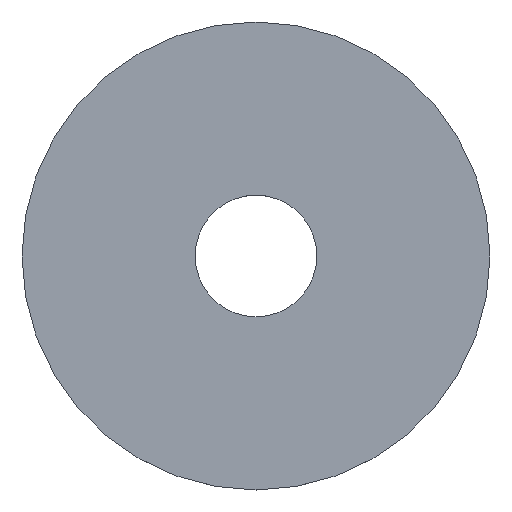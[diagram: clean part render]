
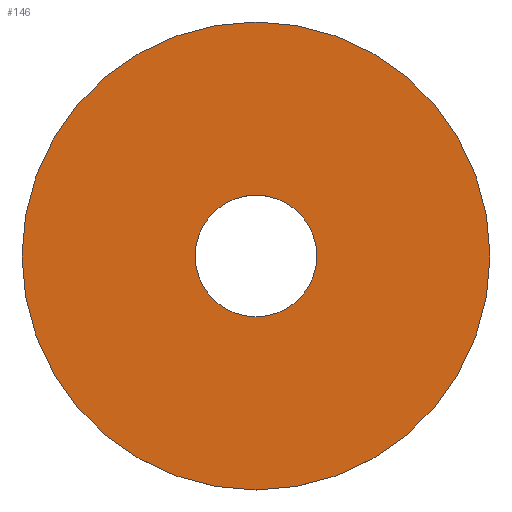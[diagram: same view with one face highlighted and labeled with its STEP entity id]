
A CAD part, top view. The second image highlights one B-rep face of the part: STEP entity #146.
In plain terms, the highlighted planar face has unit normal (0, 0, 1).
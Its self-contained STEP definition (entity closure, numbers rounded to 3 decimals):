
#14 = CARTESIAN_POINT ( 'NONE',  ( 0., 25., 0.8 ) ) ;
#15 = DIRECTION ( 'NONE',  ( 0., -1., 0. ) ) ;
#19 = EDGE_LOOP ( 'NONE', ( #53 ) ) ;
#23 = EDGE_CURVE ( 'NONE', #28, #28, #137, .T. ) ;
#28 = VERTEX_POINT ( 'NONE', #14 ) ;
#34 = CIRCLE ( 'NONE', #58, 6.5 ) ;
#38 = EDGE_CURVE ( 'NONE', #143, #143, #34, .T. ) ;
#40 = DIRECTION ( 'NONE',  ( 0., 1., 0. ) ) ;
#47 = CARTESIAN_POINT ( 'NONE',  ( 0., 6.5, 0.8 ) ) ;
#53 = ORIENTED_EDGE ( 'NONE', *, *, #38, .T. ) ;
#58 = AXIS2_PLACEMENT_3D ( 'NONE', #127, #147, #40 ) ;
#65 = DIRECTION ( 'NONE',  ( 0., 0., -1. ) ) ;
#75 = EDGE_LOOP ( 'NONE', ( #106 ) ) ;
#77 = CARTESIAN_POINT ( 'NONE',  ( 0., 0., 0.8 ) ) ;
#95 = PLANE ( 'NONE',  #112 ) ;
#106 = ORIENTED_EDGE ( 'NONE', *, *, #23, .F. ) ;
#109 = CARTESIAN_POINT ( 'NONE',  ( 0., 6.5, 0.8 ) ) ;
#112 = AXIS2_PLACEMENT_3D ( 'NONE', #47, #134, #15 ) ;
#116 = AXIS2_PLACEMENT_3D ( 'NONE', #77, #65, #119 ) ;
#119 = DIRECTION ( 'NONE',  ( 0., 1., 0. ) ) ;
#127 = CARTESIAN_POINT ( 'NONE',  ( 0., 0., 0.8 ) ) ;
#131 = FACE_BOUND ( 'NONE', #19, .T. ) ;
#134 = DIRECTION ( 'NONE',  ( 0., 0., 1. ) ) ;
#137 = CIRCLE ( 'NONE', #116, 25. ) ;
#143 = VERTEX_POINT ( 'NONE', #109 ) ;
#146 = ADVANCED_FACE ( 'NONE', ( #131, #167 ), #95, .T. ) ;
#147 = DIRECTION ( 'NONE',  ( 0., 0., -1. ) ) ;
#167 = FACE_OUTER_BOUND ( 'NONE', #75, .T. ) ;
